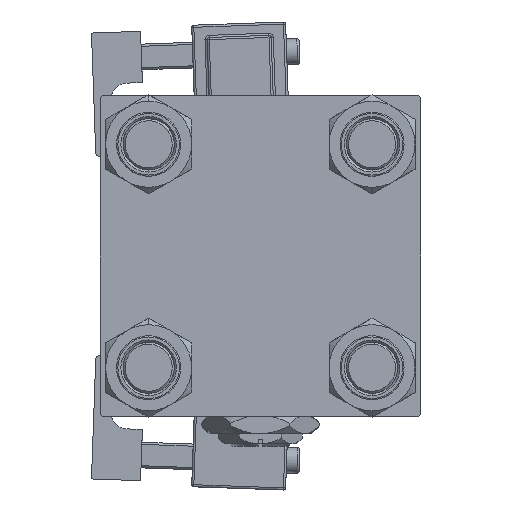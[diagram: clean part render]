
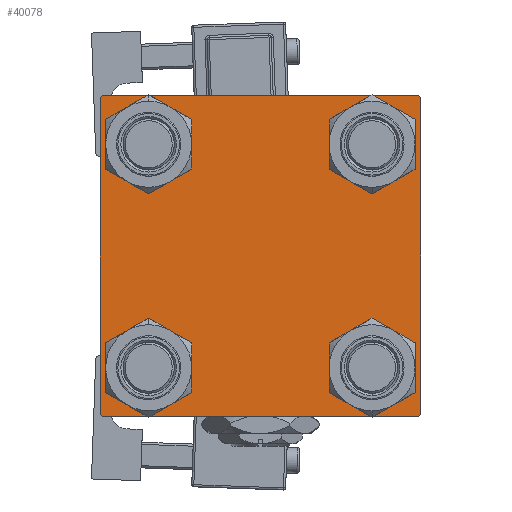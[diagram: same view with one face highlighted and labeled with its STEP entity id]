
A CAD part, left-side view. The second image highlights one B-rep face of the part: STEP entity #40078.
In plain terms, the highlighted planar face has unit normal (-1, 0, 0).
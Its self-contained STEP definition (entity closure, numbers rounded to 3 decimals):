
#924 = CARTESIAN_POINT ( 'NONE',  ( 0., 37., -37.5 ) ) ;
#1246 = DIRECTION ( 'NONE',  ( 1., 0., 0. ) ) ;
#1566 = CARTESIAN_POINT ( 'NONE',  ( 0., -37.5, 37. ) ) ;
#1593 = ORIENTED_EDGE ( 'NONE', *, *, #53068, .T. ) ;
#1625 = VERTEX_POINT ( 'NONE', #33949 ) ;
#2114 = PLANE ( 'NONE',  #4906 ) ;
#3424 = EDGE_CURVE ( 'NONE', #19394, #10643, #34633, .T. ) ;
#3588 = DIRECTION ( 'NONE',  ( 0., -1., 0. ) ) ;
#3651 = CARTESIAN_POINT ( 'NONE',  ( 0., 37.5, 37.5 ) ) ;
#3913 = DIRECTION ( 'NONE',  ( 1., 0., 0. ) ) ;
#4732 = DIRECTION ( 'NONE',  ( 1., 0., 0. ) ) ;
#4906 = AXIS2_PLACEMENT_3D ( 'NONE', #15220, #33962, #25160 ) ;
#5930 = VERTEX_POINT ( 'NONE', #924 ) ;
#6108 = FACE_BOUND ( 'NONE', #30256, .T. ) ;
#6400 = FACE_BOUND ( 'NONE', #51811, .T. ) ;
#7074 = AXIS2_PLACEMENT_3D ( 'NONE', #29726, #30011, #47354 ) ;
#7201 = CIRCLE ( 'NONE', #47139, 6.5 ) ;
#7321 = CARTESIAN_POINT ( 'NONE',  ( 0., 37., 37.5 ) ) ;
#7458 = VERTEX_POINT ( 'NONE', #37766 ) ;
#7511 = EDGE_CURVE ( 'NONE', #1625, #47004, #39118, .T. ) ;
#7573 = ORIENTED_EDGE ( 'NONE', *, *, #14226, .T. ) ;
#8476 = CARTESIAN_POINT ( 'NONE',  ( 0., -37.5, 37.5 ) ) ;
#8482 = VERTEX_POINT ( 'NONE', #21954 ) ;
#8730 = CARTESIAN_POINT ( 'NONE',  ( 0., 26.15, -26.15 ) ) ;
#9025 = CARTESIAN_POINT ( 'NONE',  ( 0., 37.25, 37.25 ) ) ;
#9077 = CARTESIAN_POINT ( 'NONE',  ( 0., 26.15, -32.65 ) ) ;
#9288 = DIRECTION ( 'NONE',  ( 0., 0., 1. ) ) ;
#9394 = AXIS2_PLACEMENT_3D ( 'NONE', #8730, #34874, #22085 ) ;
#10306 = EDGE_LOOP ( 'NONE', ( #37727, #1593 ) ) ;
#10643 = VERTEX_POINT ( 'NONE', #33152 ) ;
#10786 = ORIENTED_EDGE ( 'NONE', *, *, #17889, .T. ) ;
#12476 = CARTESIAN_POINT ( 'NONE',  ( 0., -37.25, -37.25 ) ) ;
#12657 = DIRECTION ( 'NONE',  ( 0., -0.707, -0.707 ) ) ;
#12760 = VECTOR ( 'NONE', #12764, 1000. ) ;
#12764 = DIRECTION ( 'NONE',  ( 0., -0.707, 0.707 ) ) ;
#12784 = ORIENTED_EDGE ( 'NONE', *, *, #3424, .T. ) ;
#13896 = ORIENTED_EDGE ( 'NONE', *, *, #14939, .T. ) ;
#14156 = ORIENTED_EDGE ( 'NONE', *, *, #28155, .T. ) ;
#14226 = EDGE_CURVE ( 'NONE', #5930, #19394, #55801, .T. ) ;
#14303 = AXIS2_PLACEMENT_3D ( 'NONE', #28606, #41382, #23484 ) ;
#14598 = AXIS2_PLACEMENT_3D ( 'NONE', #20990, #3913, #43417 ) ;
#14793 = VERTEX_POINT ( 'NONE', #1566 ) ;
#14939 = EDGE_CURVE ( 'NONE', #7458, #25010, #41551, .T. ) ;
#15097 = EDGE_CURVE ( 'NONE', #47004, #1625, #19758, .T. ) ;
#15220 = CARTESIAN_POINT ( 'NONE',  ( 0., 0., 0. ) ) ;
#15829 = LINE ( 'NONE', #28898, #16564 ) ;
#16051 = VERTEX_POINT ( 'NONE', #18039 ) ;
#16564 = VECTOR ( 'NONE', #49951, 1000. ) ;
#16841 = DIRECTION ( 'NONE',  ( 0., -1., 0. ) ) ;
#16899 = EDGE_CURVE ( 'NONE', #41103, #29779, #33225, .T. ) ;
#16957 = CARTESIAN_POINT ( 'NONE',  ( 0., 37.5, 37.5 ) ) ;
#17004 = DIRECTION ( 'NONE',  ( 0., 0.707, -0.707 ) ) ;
#17321 = CARTESIAN_POINT ( 'NONE',  ( 0., -26.15, 26.15 ) ) ;
#17889 = EDGE_CURVE ( 'NONE', #29779, #5930, #51897, .T. ) ;
#18039 = CARTESIAN_POINT ( 'NONE',  ( 0., -26.15, -19.65 ) ) ;
#19394 = VERTEX_POINT ( 'NONE', #26989 ) ;
#19553 = EDGE_CURVE ( 'NONE', #55026, #41103, #52251, .T. ) ;
#19758 = CIRCLE ( 'NONE', #7074, 6.5 ) ;
#19858 = CARTESIAN_POINT ( 'NONE',  ( 0., -37., 37.5 ) ) ;
#20175 = DIRECTION ( 'NONE',  ( 0., 0., -1. ) ) ;
#20990 = CARTESIAN_POINT ( 'NONE',  ( 0., 26.15, 26.15 ) ) ;
#21373 = CARTESIAN_POINT ( 'NONE',  ( 0., 37.5, -37.5 ) ) ;
#21382 = ORIENTED_EDGE ( 'NONE', *, *, #55630, .T. ) ;
#21954 = CARTESIAN_POINT ( 'NONE',  ( 0., 26.15, -19.65 ) ) ;
#22085 = DIRECTION ( 'NONE',  ( 0., 0., 1. ) ) ;
#22877 = DIRECTION ( 'NONE',  ( 0., 0., 1. ) ) ;
#23436 = CARTESIAN_POINT ( 'NONE',  ( 0., -26.15, -26.15 ) ) ;
#23484 = DIRECTION ( 'NONE',  ( 0., 0., 1. ) ) ;
#23747 = FACE_OUTER_BOUND ( 'NONE', #46986, .T. ) ;
#24300 = VECTOR ( 'NONE', #12657, 1000. ) ;
#25010 = VERTEX_POINT ( 'NONE', #44004 ) ;
#25160 = DIRECTION ( 'NONE',  ( 0., 0., 1. ) ) ;
#25542 = LINE ( 'NONE', #8476, #41396 ) ;
#26989 = CARTESIAN_POINT ( 'NONE',  ( 0., -37., -37.5 ) ) ;
#27447 = FACE_BOUND ( 'NONE', #10306, .T. ) ;
#27724 = CARTESIAN_POINT ( 'NONE',  ( 0., -26.15, -32.65 ) ) ;
#28155 = EDGE_CURVE ( 'NONE', #14793, #34521, #15829, .T. ) ;
#28579 = ORIENTED_EDGE ( 'NONE', *, *, #36852, .F. ) ;
#28606 = CARTESIAN_POINT ( 'NONE',  ( 0., -26.15, 26.15 ) ) ;
#28638 = EDGE_LOOP ( 'NONE', ( #21382, #13896 ) ) ;
#28898 = CARTESIAN_POINT ( 'NONE',  ( 0., -37.25, 37.25 ) ) ;
#29726 = CARTESIAN_POINT ( 'NONE',  ( 0., 26.15, 26.15 ) ) ;
#29779 = VERTEX_POINT ( 'NONE', #50465 ) ;
#30011 = DIRECTION ( 'NONE',  ( 1., 0., 0. ) ) ;
#30256 = EDGE_LOOP ( 'NONE', ( #32931, #38631 ) ) ;
#31265 = EDGE_CURVE ( 'NONE', #8482, #50333, #34683, .T. ) ;
#32931 = ORIENTED_EDGE ( 'NONE', *, *, #31265, .T. ) ;
#33040 = DIRECTION ( 'NONE',  ( 0., 0., 1. ) ) ;
#33152 = CARTESIAN_POINT ( 'NONE',  ( 0., -37.5, -37. ) ) ;
#33225 = LINE ( 'NONE', #3651, #43458 ) ;
#33438 = LINE ( 'NONE', #16957, #48522 ) ;
#33949 = CARTESIAN_POINT ( 'NONE',  ( 0., 26.15, 19.65 ) ) ;
#33962 = DIRECTION ( 'NONE',  ( -1., 0., 0. ) ) ;
#34140 = AXIS2_PLACEMENT_3D ( 'NONE', #35656, #35926, #45309 ) ;
#34491 = CIRCLE ( 'NONE', #39041, 6.5 ) ;
#34521 = VERTEX_POINT ( 'NONE', #19858 ) ;
#34633 = LINE ( 'NONE', #12476, #12760 ) ;
#34683 = CIRCLE ( 'NONE', #39229, 6.5 ) ;
#34700 = EDGE_CURVE ( 'NONE', #50333, #8482, #43885, .T. ) ;
#34874 = DIRECTION ( 'NONE',  ( 1., 0., 0. ) ) ;
#35342 = ORIENTED_EDGE ( 'NONE', *, *, #15097, .T. ) ;
#35656 = CARTESIAN_POINT ( 'NONE',  ( 0., -26.15, -26.15 ) ) ;
#35926 = DIRECTION ( 'NONE',  ( 1., 0., 0. ) ) ;
#36104 = ORIENTED_EDGE ( 'NONE', *, *, #43909, .F. ) ;
#36852 = EDGE_CURVE ( 'NONE', #55026, #34521, #33438, .T. ) ;
#37727 = ORIENTED_EDGE ( 'NONE', *, *, #43969, .T. ) ;
#37766 = CARTESIAN_POINT ( 'NONE',  ( 0., -26.15, 19.65 ) ) ;
#37941 = VECTOR ( 'NONE', #17004, 1000. ) ;
#38343 = DIRECTION ( 'NONE',  ( 0., 0., -1. ) ) ;
#38631 = ORIENTED_EDGE ( 'NONE', *, *, #34700, .T. ) ;
#39041 = AXIS2_PLACEMENT_3D ( 'NONE', #17321, #46414, #33040 ) ;
#39118 = CIRCLE ( 'NONE', #14598, 6.5 ) ;
#39229 = AXIS2_PLACEMENT_3D ( 'NONE', #43403, #4732, #9288 ) ;
#39995 = VERTEX_POINT ( 'NONE', #27724 ) ;
#40078 = ADVANCED_FACE ( 'NONE', ( #45068, #27447, #6108, #6400, #23747 ), #2114, .T. ) ;
#41103 = VERTEX_POINT ( 'NONE', #47885 ) ;
#41382 = DIRECTION ( 'NONE',  ( 1., 0., 0. ) ) ;
#41396 = VECTOR ( 'NONE', #38343, 1000. ) ;
#41551 = CIRCLE ( 'NONE', #14303, 6.5 ) ;
#41936 = ORIENTED_EDGE ( 'NONE', *, *, #19553, .T. ) ;
#43052 = ORIENTED_EDGE ( 'NONE', *, *, #16899, .T. ) ;
#43403 = CARTESIAN_POINT ( 'NONE',  ( 0., 26.15, -26.15 ) ) ;
#43417 = DIRECTION ( 'NONE',  ( 0., 0., 1. ) ) ;
#43458 = VECTOR ( 'NONE', #20175, 1000. ) ;
#43885 = CIRCLE ( 'NONE', #9394, 6.5 ) ;
#43909 = EDGE_CURVE ( 'NONE', #14793, #10643, #25542, .T. ) ;
#43969 = EDGE_CURVE ( 'NONE', #16051, #39995, #44113, .T. ) ;
#44004 = CARTESIAN_POINT ( 'NONE',  ( 0., -26.15, 32.65 ) ) ;
#44113 = CIRCLE ( 'NONE', #34140, 6.5 ) ;
#45068 = FACE_BOUND ( 'NONE', #28638, .T. ) ;
#45309 = DIRECTION ( 'NONE',  ( 0., 0., 1. ) ) ;
#46414 = DIRECTION ( 'NONE',  ( 1., 0., 0. ) ) ;
#46986 = EDGE_LOOP ( 'NONE', ( #43052, #10786, #7573, #12784, #36104, #14156, #28579, #41936 ) ) ;
#47004 = VERTEX_POINT ( 'NONE', #55089 ) ;
#47139 = AXIS2_PLACEMENT_3D ( 'NONE', #23436, #1246, #22877 ) ;
#47354 = DIRECTION ( 'NONE',  ( 0., 0., 1. ) ) ;
#47885 = CARTESIAN_POINT ( 'NONE',  ( 0., 37.5, 37. ) ) ;
#48522 = VECTOR ( 'NONE', #3588, 1000. ) ;
#49672 = VECTOR ( 'NONE', #16841, 1000. ) ;
#49951 = DIRECTION ( 'NONE',  ( 0., 0.707, 0.707 ) ) ;
#50333 = VERTEX_POINT ( 'NONE', #9077 ) ;
#50465 = CARTESIAN_POINT ( 'NONE',  ( 0., 37.5, -37. ) ) ;
#51615 = CARTESIAN_POINT ( 'NONE',  ( 0., 37.25, -37.25 ) ) ;
#51811 = EDGE_LOOP ( 'NONE', ( #35342, #53859 ) ) ;
#51897 = LINE ( 'NONE', #51615, #24300 ) ;
#52251 = LINE ( 'NONE', #9025, #37941 ) ;
#53068 = EDGE_CURVE ( 'NONE', #39995, #16051, #7201, .T. ) ;
#53859 = ORIENTED_EDGE ( 'NONE', *, *, #7511, .T. ) ;
#55026 = VERTEX_POINT ( 'NONE', #7321 ) ;
#55089 = CARTESIAN_POINT ( 'NONE',  ( 0., 26.15, 32.65 ) ) ;
#55630 = EDGE_CURVE ( 'NONE', #25010, #7458, #34491, .T. ) ;
#55801 = LINE ( 'NONE', #21373, #49672 ) ;
